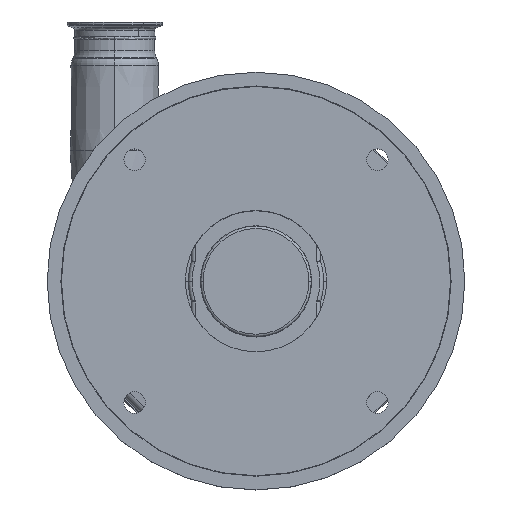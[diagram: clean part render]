
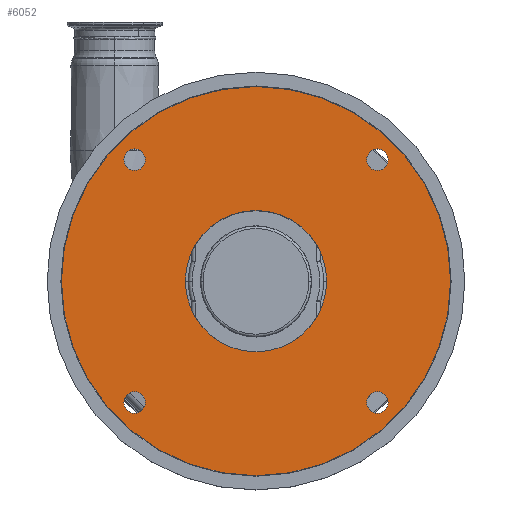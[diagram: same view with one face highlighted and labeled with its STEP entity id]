
A CAD part, top view. The second image highlights one B-rep face of the part: STEP entity #6052.
In plain terms, the highlighted planar face has unit normal (0, 0, 1).
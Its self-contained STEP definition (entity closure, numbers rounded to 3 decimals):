
#93 = VERTEX_POINT ( 'NONE', #12008 ) ;
#265 = VERTEX_POINT ( 'NONE', #11166 ) ;
#783 = EDGE_CURVE ( 'NONE', #8992, #8287, #6892, .T. ) ;
#962 = ORIENTED_EDGE ( 'NONE', *, *, #4093, .F. ) ;
#1063 = EDGE_LOOP ( 'NONE', ( #5303, #9256 ) ) ;
#1541 = EDGE_CURVE ( 'NONE', #265, #10991, #7911, .T. ) ;
#1576 = CARTESIAN_POINT ( 'NONE',  ( 0., 0., 190.5 ) ) ;
#1629 = CARTESIAN_POINT ( 'NONE',  ( 98.783, -98.783, 190.5 ) ) ;
#1849 = CARTESIAN_POINT ( 'NONE',  ( -158.4, 0., 190.5 ) ) ;
#1953 = VERTEX_POINT ( 'NONE', #1849 ) ;
#1977 = DIRECTION ( 'NONE',  ( 0., 0., 1. ) ) ;
#2160 = AXIS2_PLACEMENT_3D ( 'NONE', #2529, #14389, #10949 ) ;
#2228 = CARTESIAN_POINT ( 'NONE',  ( 0., 0., 190.5 ) ) ;
#2274 = CIRCLE ( 'NONE', #11670, 8.75 ) ;
#2369 = PLANE ( 'NONE',  #7772 ) ;
#2529 = CARTESIAN_POINT ( 'NONE',  ( 98.783, 98.783, 190.5 ) ) ;
#2608 = FACE_BOUND ( 'NONE', #1063, .T. ) ;
#3028 = ORIENTED_EDGE ( 'NONE', *, *, #783, .F. ) ;
#3050 = DIRECTION ( 'NONE',  ( 0., 0., 1. ) ) ;
#3150 = DIRECTION ( 'NONE',  ( 0., 0., 1. ) ) ;
#3422 = DIRECTION ( 'NONE',  ( 1., 0., 0. ) ) ;
#3612 = CARTESIAN_POINT ( 'NONE',  ( 90.033, -98.783, 190.5 ) ) ;
#3640 = FACE_BOUND ( 'NONE', #14577, .T. ) ;
#3654 = AXIS2_PLACEMENT_3D ( 'NONE', #12930, #3050, #8117 ) ;
#4093 = EDGE_CURVE ( 'NONE', #10991, #265, #8213, .T. ) ;
#4178 = CARTESIAN_POINT ( 'NONE',  ( 90.033, 98.783, 190.5 ) ) ;
#4237 = ORIENTED_EDGE ( 'NONE', *, *, #1541, .F. ) ;
#4341 = CARTESIAN_POINT ( 'NONE',  ( 0., 0., 190.5 ) ) ;
#4387 = ORIENTED_EDGE ( 'NONE', *, *, #6226, .F. ) ;
#4482 = CIRCLE ( 'NONE', #8273, 8.75 ) ;
#4716 = VERTEX_POINT ( 'NONE', #12107 ) ;
#4753 = DIRECTION ( 'NONE',  ( 0., 0., 1. ) ) ;
#4815 = DIRECTION ( 'NONE',  ( 0., 0., 1. ) ) ;
#5229 = AXIS2_PLACEMENT_3D ( 'NONE', #15329, #14054, #8221 ) ;
#5303 = ORIENTED_EDGE ( 'NONE', *, *, #5987, .F. ) ;
#5423 = DIRECTION ( 'NONE',  ( 0., 0., 1. ) ) ;
#5537 = CARTESIAN_POINT ( 'NONE',  ( -90.033, -98.783, 190.5 ) ) ;
#5939 = CARTESIAN_POINT ( 'NONE',  ( -107.533, 98.783, 190.5 ) ) ;
#5944 = DIRECTION ( 'NONE',  ( 1., 0., 0. ) ) ;
#5987 = EDGE_CURVE ( 'NONE', #8068, #10450, #7497, .T. ) ;
#6052 = ADVANCED_FACE ( 'NONE', ( #10797, #14552, #9766, #2608, #15666, #3640 ), #2369, .T. ) ;
#6073 = EDGE_LOOP ( 'NONE', ( #11398, #15471 ) ) ;
#6094 = CARTESIAN_POINT ( 'NONE',  ( 57.5, 0., 190.5 ) ) ;
#6108 = DIRECTION ( 'NONE',  ( 0., 0., 1. ) ) ;
#6226 = EDGE_CURVE ( 'NONE', #8287, #8992, #11835, .T. ) ;
#6346 = VERTEX_POINT ( 'NONE', #4178 ) ;
#6491 = CIRCLE ( 'NONE', #9793, 57.5 ) ;
#6683 = EDGE_CURVE ( 'NONE', #4716, #1953, #10824, .T. ) ;
#6728 = DIRECTION ( 'NONE',  ( 1., 0., 0. ) ) ;
#6883 = CARTESIAN_POINT ( 'NONE',  ( -57.5, 0., 190.5 ) ) ;
#6892 = CIRCLE ( 'NONE', #10707, 8.75 ) ;
#7031 = EDGE_LOOP ( 'NONE', ( #3028, #4387 ) ) ;
#7044 = EDGE_CURVE ( 'NONE', #6346, #93, #9284, .T. ) ;
#7211 = CARTESIAN_POINT ( 'NONE',  ( 98.783, -98.783, 190.5 ) ) ;
#7279 = DIRECTION ( 'NONE',  ( 1., 0., 0. ) ) ;
#7496 = ORIENTED_EDGE ( 'NONE', *, *, #7498, .F. ) ;
#7497 = CIRCLE ( 'NONE', #8007, 8.75 ) ;
#7498 = EDGE_CURVE ( 'NONE', #12694, #13148, #6491, .T. ) ;
#7772 = AXIS2_PLACEMENT_3D ( 'NONE', #12074, #4753, #13502 ) ;
#7838 = DIRECTION ( 'NONE',  ( 1., 0., 0. ) ) ;
#7911 = CIRCLE ( 'NONE', #13258, 8.75 ) ;
#7959 = EDGE_CURVE ( 'NONE', #10450, #8068, #4482, .T. ) ;
#8007 = AXIS2_PLACEMENT_3D ( 'NONE', #7211, #9918, #5944 ) ;
#8068 = VERTEX_POINT ( 'NONE', #9240 ) ;
#8103 = ORIENTED_EDGE ( 'NONE', *, *, #8443, .T. ) ;
#8117 = DIRECTION ( 'NONE',  ( 1., 0., 0. ) ) ;
#8213 = CIRCLE ( 'NONE', #3654, 8.75 ) ;
#8221 = DIRECTION ( 'NONE',  ( 1., 0., 0. ) ) ;
#8240 = EDGE_CURVE ( 'NONE', #13148, #12694, #13366, .T. ) ;
#8273 = AXIS2_PLACEMENT_3D ( 'NONE', #1629, #5423, #10283 ) ;
#8287 = VERTEX_POINT ( 'NONE', #9527 ) ;
#8443 = EDGE_CURVE ( 'NONE', #1953, #4716, #9570, .T. ) ;
#8795 = AXIS2_PLACEMENT_3D ( 'NONE', #2228, #10586, #3422 ) ;
#8992 = VERTEX_POINT ( 'NONE', #5537 ) ;
#9240 = CARTESIAN_POINT ( 'NONE',  ( 107.533, -98.783, 190.5 ) ) ;
#9256 = ORIENTED_EDGE ( 'NONE', *, *, #7959, .F. ) ;
#9284 = CIRCLE ( 'NONE', #2160, 8.75 ) ;
#9310 = AXIS2_PLACEMENT_3D ( 'NONE', #9371, #1977, #10722 ) ;
#9371 = CARTESIAN_POINT ( 'NONE',  ( 0., 0., 190.5 ) ) ;
#9527 = CARTESIAN_POINT ( 'NONE',  ( -107.533, -98.783, 190.5 ) ) ;
#9570 = CIRCLE ( 'NONE', #12119, 158.4 ) ;
#9766 = FACE_BOUND ( 'NONE', #7031, .T. ) ;
#9793 = AXIS2_PLACEMENT_3D ( 'NONE', #1576, #11269, #7838 ) ;
#9880 = ORIENTED_EDGE ( 'NONE', *, *, #6683, .T. ) ;
#9918 = DIRECTION ( 'NONE',  ( 0., 0., 1. ) ) ;
#10283 = DIRECTION ( 'NONE',  ( 1., 0., 0. ) ) ;
#10367 = EDGE_CURVE ( 'NONE', #93, #6346, #2274, .T. ) ;
#10450 = VERTEX_POINT ( 'NONE', #3612 ) ;
#10586 = DIRECTION ( 'NONE',  ( 0., 0., 1. ) ) ;
#10707 = AXIS2_PLACEMENT_3D ( 'NONE', #10955, #6108, #12078 ) ;
#10722 = DIRECTION ( 'NONE',  ( 1., 0., 0. ) ) ;
#10786 = CARTESIAN_POINT ( 'NONE',  ( 98.783, 98.783, 190.5 ) ) ;
#10797 = FACE_OUTER_BOUND ( 'NONE', #12324, .T. ) ;
#10824 = CIRCLE ( 'NONE', #8795, 158.4 ) ;
#10949 = DIRECTION ( 'NONE',  ( 1., 0., 0. ) ) ;
#10955 = CARTESIAN_POINT ( 'NONE',  ( -98.783, -98.783, 190.5 ) ) ;
#10991 = VERTEX_POINT ( 'NONE', #5939 ) ;
#11166 = CARTESIAN_POINT ( 'NONE',  ( -90.033, 98.783, 190.5 ) ) ;
#11269 = DIRECTION ( 'NONE',  ( 0., 0., 1. ) ) ;
#11398 = ORIENTED_EDGE ( 'NONE', *, *, #10367, .F. ) ;
#11534 = DIRECTION ( 'NONE',  ( 0., 0., 1. ) ) ;
#11670 = AXIS2_PLACEMENT_3D ( 'NONE', #10786, #4815, #7279 ) ;
#11807 = ORIENTED_EDGE ( 'NONE', *, *, #8240, .F. ) ;
#11835 = CIRCLE ( 'NONE', #5229, 8.75 ) ;
#12008 = CARTESIAN_POINT ( 'NONE',  ( 107.533, 98.783, 190.5 ) ) ;
#12074 = CARTESIAN_POINT ( 'NONE',  ( 0., 0., 190.5 ) ) ;
#12078 = DIRECTION ( 'NONE',  ( 1., 0., 0. ) ) ;
#12107 = CARTESIAN_POINT ( 'NONE',  ( 158.4, 0., 190.5 ) ) ;
#12119 = AXIS2_PLACEMENT_3D ( 'NONE', #4341, #3150, #6728 ) ;
#12324 = EDGE_LOOP ( 'NONE', ( #9880, #8103 ) ) ;
#12694 = VERTEX_POINT ( 'NONE', #6883 ) ;
#12930 = CARTESIAN_POINT ( 'NONE',  ( -98.783, 98.783, 190.5 ) ) ;
#13148 = VERTEX_POINT ( 'NONE', #6094 ) ;
#13258 = AXIS2_PLACEMENT_3D ( 'NONE', #15200, #11534, #15353 ) ;
#13366 = CIRCLE ( 'NONE', #9310, 57.5 ) ;
#13502 = DIRECTION ( 'NONE',  ( 1., 0., 0. ) ) ;
#14054 = DIRECTION ( 'NONE',  ( 0., 0., 1. ) ) ;
#14389 = DIRECTION ( 'NONE',  ( 0., 0., 1. ) ) ;
#14552 = FACE_BOUND ( 'NONE', #15529, .T. ) ;
#14577 = EDGE_LOOP ( 'NONE', ( #11807, #7496 ) ) ;
#15200 = CARTESIAN_POINT ( 'NONE',  ( -98.783, 98.783, 190.5 ) ) ;
#15329 = CARTESIAN_POINT ( 'NONE',  ( -98.783, -98.783, 190.5 ) ) ;
#15353 = DIRECTION ( 'NONE',  ( 1., 0., 0. ) ) ;
#15471 = ORIENTED_EDGE ( 'NONE', *, *, #7044, .F. ) ;
#15529 = EDGE_LOOP ( 'NONE', ( #4237, #962 ) ) ;
#15666 = FACE_BOUND ( 'NONE', #6073, .T. ) ;
